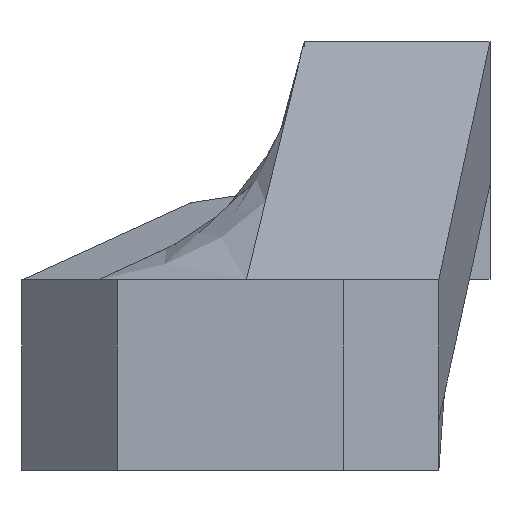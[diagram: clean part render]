
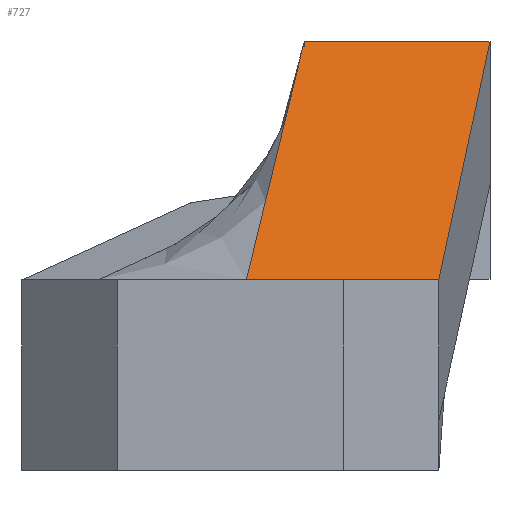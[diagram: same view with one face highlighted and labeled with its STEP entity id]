
A CAD part, left-side view. The second image highlights one B-rep face of the part: STEP entity #727.
In plain terms, the highlighted planar face has unit normal (-0.555, 0, 0.832).
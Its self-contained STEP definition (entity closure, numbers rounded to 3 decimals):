
#53=FACE_OUTER_BOUND('',#94,.T.);
#94=EDGE_LOOP('',(#573,#574,#575,#576,#577,#578));
#122=LINE('',#1005,#214);
#181=LINE('',#1218,#273);
#182=LINE('',#1221,#274);
#183=LINE('',#1222,#275);
#184=LINE('',#1224,#276);
#185=LINE('',#1225,#277);
#214=VECTOR('',#813,10.);
#273=VECTOR('',#924,10.);
#274=VECTOR('',#927,18.19);
#275=VECTOR('',#928,10.);
#276=VECTOR('',#929,10.);
#277=VECTOR('',#930,10.);
#307=VERTEX_POINT('',#999);
#308=VERTEX_POINT('',#1004);
#355=VERTEX_POINT('',#1214);
#356=VERTEX_POINT('',#1216);
#357=VERTEX_POINT('',#1220);
#358=VERTEX_POINT('',#1223);
#372=EDGE_CURVE('',#307,#308,#122,.T.);
#441=EDGE_CURVE('',#355,#356,#181,.T.);
#442=EDGE_CURVE('',#357,#307,#182,.T.);
#443=EDGE_CURVE('',#355,#357,#183,.T.);
#444=EDGE_CURVE('',#358,#356,#184,.T.);
#445=EDGE_CURVE('',#308,#358,#185,.T.);
#573=ORIENTED_EDGE('',*,*,#372,.F.);
#574=ORIENTED_EDGE('',*,*,#442,.F.);
#575=ORIENTED_EDGE('',*,*,#443,.F.);
#576=ORIENTED_EDGE('',*,*,#441,.T.);
#577=ORIENTED_EDGE('',*,*,#444,.F.);
#578=ORIENTED_EDGE('',*,*,#445,.F.);
#691=PLANE('',#787);
#727=ADVANCED_FACE('',(#53),#691,.F.);
#787=AXIS2_PLACEMENT_3D('',#1219,#925,#926);
#813=DIRECTION('',(0.473,-0.823,0.315));
#924=DIRECTION('',(0.826,-0.118,0.551));
#925=DIRECTION('center_axis',(0.555,0.,-0.832));
#926=DIRECTION('ref_axis',(-0.832,0.,-0.555));
#927=DIRECTION('',(0.825,-0.133,0.55));
#928=DIRECTION('',(0.,1.,0.));
#929=DIRECTION('',(0.,-1.,0.));
#930=DIRECTION('',(0.832,0.,0.555));
#999=CARTESIAN_POINT('',(82.357,-94.327,-130.095));
#1004=CARTESIAN_POINT('',(82.37,-94.35,-130.086));
#1005=CARTESIAN_POINT('',(79.743,-89.775,-131.838));
#1214=CARTESIAN_POINT('',(67.5,-100.,-140.));
#1216=CARTESIAN_POINT('',(82.5,-102.15,-130.));
#1218=CARTESIAN_POINT('',(67.5,-100.,-140.));
#1219=CARTESIAN_POINT('Origin',(67.5,-100.,-140.));
#1220=CARTESIAN_POINT('',(67.5,-91.923,-140.));
#1221=CARTESIAN_POINT('',(67.5,-91.923,-140.));
#1222=CARTESIAN_POINT('',(67.5,-82.5,-140.));
#1223=CARTESIAN_POINT('',(82.5,-94.35,-130.));
#1224=CARTESIAN_POINT('',(82.5,-100.2,-130.));
#1225=CARTESIAN_POINT('',(75.715,-94.35,-134.523));
